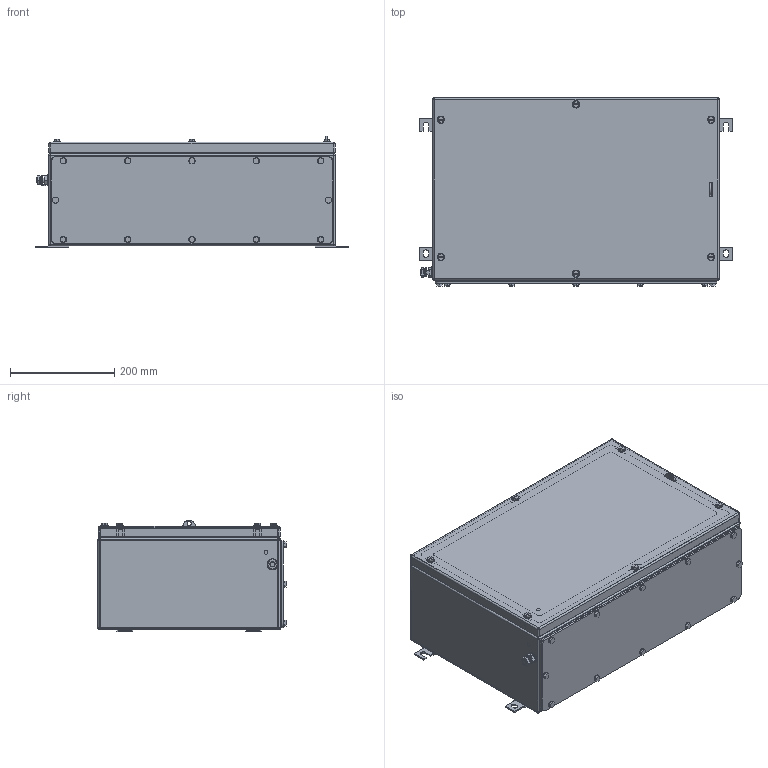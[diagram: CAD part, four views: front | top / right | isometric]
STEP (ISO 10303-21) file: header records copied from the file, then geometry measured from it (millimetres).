
FILE_DESCRIPTION(('CATIA V5 STEP Exchange','CAx-IF Rec.Pracs.--- Model Styling and Organization---1.4--- 2014-01-23'),'2;1');
FILE_NAME ('1157664-16_0_2698050000_2698050000.stp','2019-09-25T08:22:43+00:00',('none'),('Weidmueller'),'CATIA Version 5-6 Release 2016 SP3 HF44','CATIA V5 STEP AP214','none');
FILE_SCHEMA(('AUTOMOTIVE_DESIGN { 1 0 10303 214 1 1 1 1 }'));
Length unit declared in the file: millimetre
Products named in the file (1): 2698050000
Bounding box: 601 x 361 x 214.3 mm (x, y, z)
Volume: 1637091.2 mm3; surface area: 1863732.4 mm2
Topology: 70 solids, 70 shells, 1563 faces, 3758 edges, 2384 vertices
Faces by surface type: plane 814, cylinder 613, cone 92, sphere 24, torus 20
Entity records: 42930 total; most frequent: CARTESIAN_POINT 8343, ORIENTED_EDGE 7396, DIRECTION 5974, EDGE_CURVE 3698, VECTOR 2409, LINE 2409, VERTEX_POINT 2384, AXIS2_PLACEMENT_3D 2377
